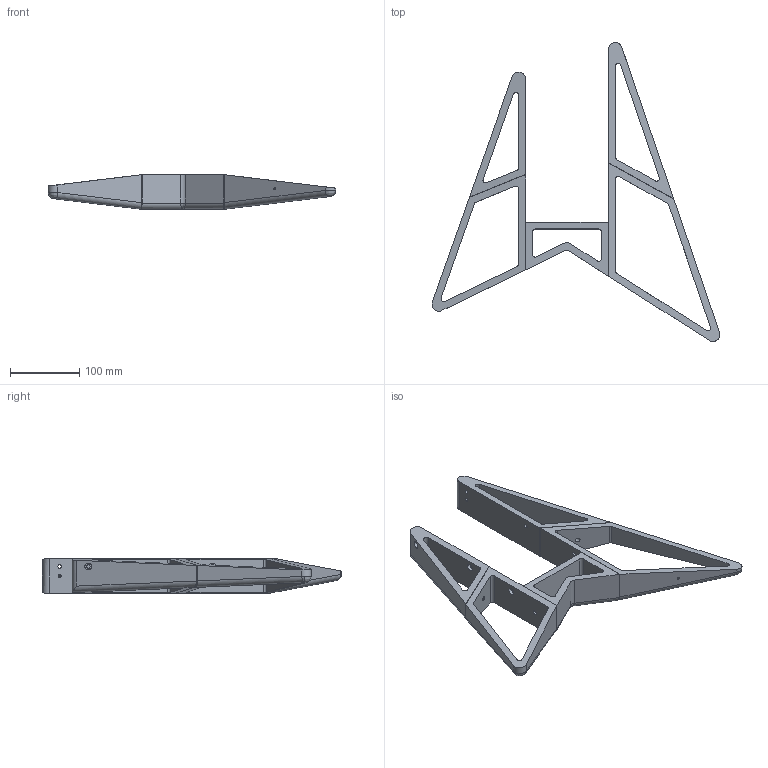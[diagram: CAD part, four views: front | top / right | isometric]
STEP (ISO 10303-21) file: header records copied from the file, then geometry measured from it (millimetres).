
FILE_DESCRIPTION(/* description */ ('STEP AP242','CAx-IF Rec.Pracs.---Representation and Presentation of Product Manufacturing Information (PMI)---4.0---2014-10-13','CAx-IF Rec.Pracs.---3D Tessellated Geometry---0.4---2014-09-14','2;1'),/* implementation_level */ '2;1');
FILE_NAME(/* name */ '67d3bad6f56c6553be7609f6',/* time_stamp */ '2025-03-14T05:12:55Z',/* author */ (''),/* organization */ (''),/* preprocessor_version */ 'ST-DEVELOPER v20',/* originating_system */ 'ONSHAPE BY PTC INC, 1.195',/* authorisation */ ' ');
FILE_SCHEMA (('AP242_MANAGED_MODEL_BASED_3D_ENGINEERING_MIM_LF { 1 0 10303 442 1 1 4 }'));
Length unit declared in the file: metre
Products named in the file (5): Part 3; Part 2; Part 1; Part 5; Part 4
Bounding box: 416.69 x 432.86 x 50 mm (x, y, z)
Volume: 927162.2 mm3; surface area: 229662.4 mm2
Topology: 5 solids, 5 shells, 226 faces, 591 edges, 386 vertices
Faces by surface type: cylinder 149, plane 62, bspline 13, sphere 2
Entity records: 7568 total; most frequent: CARTESIAN_POINT 1623, DIRECTION 1301, ORIENTED_EDGE 1176, EDGE_CURVE 588, AXIS2_PLACEMENT_3D 525, VERTEX_POINT 386, EDGE_LOOP 282, FACE_BOUND 282
